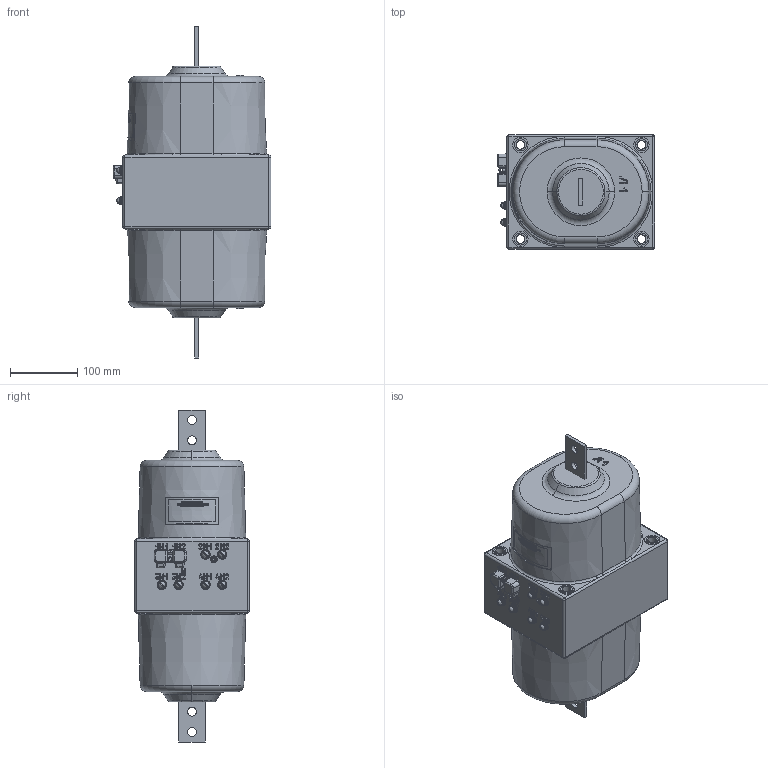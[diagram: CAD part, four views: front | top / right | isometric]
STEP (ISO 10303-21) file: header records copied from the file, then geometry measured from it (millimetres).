
FILE_DESCRIPTION (( 'STEP AP203' ), '1' );
FILE_NAME ('ﾒﾏﾎﾋ-10ﾌ-4(10-400).STEP', '2022-04-14T04:24:44', ( '' ), ( '' ), 'SwSTEP 2.0', 'SolidWorks 2010', '' );
FILE_SCHEMA (( 'CONFIG_CONTROL_DESIGN' ));
Length unit declared in the file: millimetre
Products named in the file (1): ﾒﾏﾎﾋ-10ﾌ-4(10-400)
Bounding box: 234.5 x 170 x 494 mm (x, y, z)
Surface area: 331673.4 mm2 (no closed solid volume)
Topology: 0 solids, 65 shells, 762 faces, 4476 edges, 3748 vertices
Faces by surface type: plane 283, bspline 168, cone 136, cylinder 127, sphere 28, torus 20
Entity records: 58268 total; most frequent: CARTESIAN_POINT 29058, ORIENTED_EDGE 5958, EDGE_CURVE 4465, DIRECTION 4262, VERTEX_POINT 3748, B_SPLINE_CURVE_WITH_KNOTS 2093, LINE 1526, VECTOR 1526
